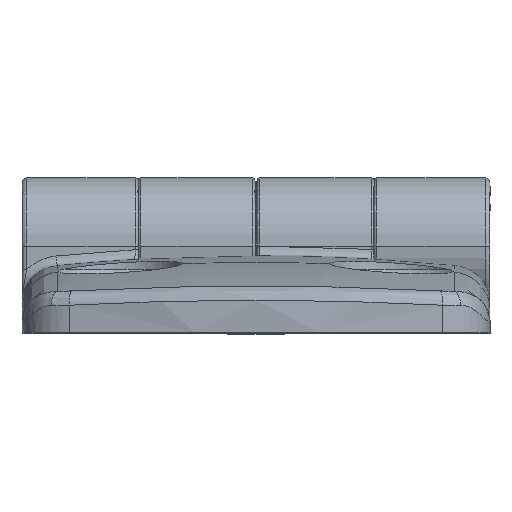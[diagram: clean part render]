
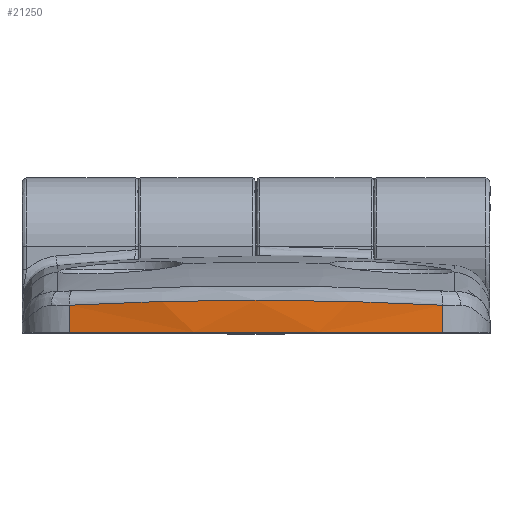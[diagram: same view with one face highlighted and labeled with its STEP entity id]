
A CAD part, top view. The second image highlights one B-rep face of the part: STEP entity #21250.
In plain terms, the highlighted cylindrical face has radius 100 mm (diameter 200 mm), a partial arc.
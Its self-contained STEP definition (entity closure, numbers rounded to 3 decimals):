
#330 = CIRCLE ( 'NONE', #14493, 100. ) ;
#412 = ORIENTED_EDGE ( 'NONE', *, *, #31092, .T. ) ;
#1141 = VERTEX_POINT ( 'NONE', #29201 ) ;
#1468 = EDGE_LOOP ( 'NONE', ( #10749, #17012, #412, #1912, #29446 ) ) ;
#1912 = ORIENTED_EDGE ( 'NONE', *, *, #4832, .T. ) ;
#2124 = AXIS2_PLACEMENT_3D ( 'NONE', #13288, #29128, #26829 ) ;
#2600 = CARTESIAN_POINT ( 'NONE',  ( 19.149, 0., 41.649 ) ) ;
#4832 = EDGE_CURVE ( 'NONE', #1141, #31169, #26775, .T. ) ;
#5260 = CARTESIAN_POINT ( 'NONE',  ( 19.149, 7.9, 41.649 ) ) ;
#6058 = CARTESIAN_POINT ( 'NONE',  ( -6.472, 3.287, 43.5 ) ) ;
#6599 = CARTESIAN_POINT ( 'NONE',  ( 12.893, 3.118, 42.87 ) ) ;
#6672 = VECTOR ( 'NONE', #7947, 1000. ) ;
#7519 = LINE ( 'NONE', #5260, #6672 ) ;
#7947 = DIRECTION ( 'NONE',  ( 0., 1., 0. ) ) ;
#8311 = CARTESIAN_POINT ( 'NONE',  ( 6.471, 3.287, 43.5 ) ) ;
#8755 = CARTESIAN_POINT ( 'NONE',  ( -19.149, 2.78, 41.65 ) ) ;
#10444 = B_SPLINE_CURVE_WITH_KNOTS ( 'NONE', 3,
 ( #16610, #6058, #24598, #8755 ),
 .UNSPECIFIED., .F., .F.,
 ( 4, 4 ),
 ( 0., 1. ),
 .UNSPECIFIED. ) ;
#10749 = ORIENTED_EDGE ( 'NONE', *, *, #32053, .F. ) ;
#12159 = CARTESIAN_POINT ( 'NONE',  ( 19.149, 2.78, 41.65 ) ) ;
#12653 = DIRECTION ( 'NONE',  ( 0., -1., 0. ) ) ;
#13288 = CARTESIAN_POINT ( 'NONE',  ( 0., 7.9, -56.5 ) ) ;
#14493 = AXIS2_PLACEMENT_3D ( 'NONE', #28461, #12653, #31144 ) ;
#15593 = DIRECTION ( 'NONE',  ( 0., 1., 0. ) ) ;
#16610 = CARTESIAN_POINT ( 'NONE',  ( 0., 3.287, 43.5 ) ) ;
#17012 = ORIENTED_EDGE ( 'NONE', *, *, #24995, .F. ) ;
#18921 = VERTEX_POINT ( 'NONE', #33386 ) ;
#19784 = CARTESIAN_POINT ( 'NONE',  ( -19.149, 0., 41.649 ) ) ;
#21250 = ADVANCED_FACE ( 'NONE', ( #24849 ), #28513, .T. ) ;
#21653 = CARTESIAN_POINT ( 'NONE',  ( 0., 3.287, 43.5 ) ) ;
#24476 = VECTOR ( 'NONE', #15593, 1000. ) ;
#24598 = CARTESIAN_POINT ( 'NONE',  ( -12.893, 3.118, 42.87 ) ) ;
#24849 = FACE_OUTER_BOUND ( 'NONE', #1468, .T. ) ;
#24995 = EDGE_CURVE ( 'NONE', #34107, #30309, #330, .T. ) ;
#26670 = EDGE_CURVE ( 'NONE', #31169, #18921, #10444, .T. ) ;
#26775 = B_SPLINE_CURVE_WITH_KNOTS ( 'NONE', 3,
 ( #12159, #6599, #8311, #26778 ),
 .UNSPECIFIED., .F., .F.,
 ( 4, 4 ),
 ( 0., 1. ),
 .UNSPECIFIED. ) ;
#26778 = CARTESIAN_POINT ( 'NONE',  ( 0., 3.287, 43.5 ) ) ;
#26829 = DIRECTION ( 'NONE',  ( 0., 0., -1. ) ) ;
#28461 = CARTESIAN_POINT ( 'NONE',  ( 0., 0., -56.5 ) ) ;
#28513 = CYLINDRICAL_SURFACE ( 'NONE', #2124, 100. ) ;
#28945 = LINE ( 'NONE', #34097, #24476 ) ;
#29128 = DIRECTION ( 'NONE',  ( 0., -1., 0. ) ) ;
#29201 = CARTESIAN_POINT ( 'NONE',  ( 19.149, 2.78, 41.65 ) ) ;
#29446 = ORIENTED_EDGE ( 'NONE', *, *, #26670, .T. ) ;
#30309 = VERTEX_POINT ( 'NONE', #19784 ) ;
#31092 = EDGE_CURVE ( 'NONE', #34107, #1141, #7519, .T. ) ;
#31144 = DIRECTION ( 'NONE',  ( 0., 0., -1. ) ) ;
#31169 = VERTEX_POINT ( 'NONE', #21653 ) ;
#32053 = EDGE_CURVE ( 'NONE', #30309, #18921, #28945, .T. ) ;
#33386 = CARTESIAN_POINT ( 'NONE',  ( -19.149, 2.78, 41.65 ) ) ;
#34097 = CARTESIAN_POINT ( 'NONE',  ( -19.149, 15.9, 41.649 ) ) ;
#34107 = VERTEX_POINT ( 'NONE', #2600 ) ;
